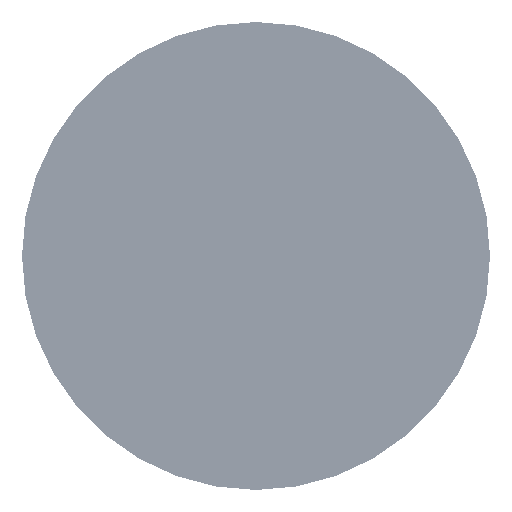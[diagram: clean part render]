
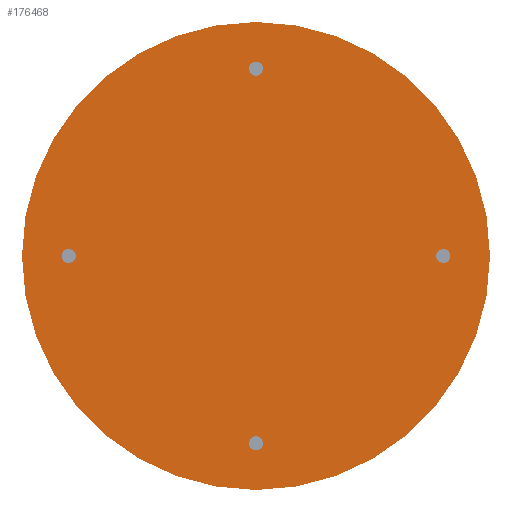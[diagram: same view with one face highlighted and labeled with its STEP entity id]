
A CAD part, front view. The second image highlights one B-rep face of the part: STEP entity #176468.
In plain terms, the highlighted face is planar.
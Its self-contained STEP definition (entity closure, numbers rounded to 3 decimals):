
#2731 = FACE_OUTER_BOUND ( 'NONE', #162870, .T. ) ;
#6668 = AXIS2_PLACEMENT_3D ( 'NONE', #99283, #9610, #107472 ) ;
#7451 = ORIENTED_EDGE ( 'NONE', *, *, #169186, .T. ) ;
#9169 = AXIS2_PLACEMENT_3D ( 'NONE', #174212, #40574, #159608 ) ;
#9610 = DIRECTION ( 'NONE',  ( 0., 0., 1. ) ) ;
#11783 = VERTEX_POINT ( 'NONE', #120619 ) ;
#14019 = CIRCLE ( 'NONE', #123022, 250. ) ;
#16880 = EDGE_CURVE ( 'NONE', #192657, #88313, #19660, .T. ) ;
#17709 = AXIS2_PLACEMENT_3D ( 'NONE', #139131, #171265, #50312 ) ;
#18327 = DIRECTION ( 'NONE',  ( 0., 0., 1. ) ) ;
#18493 = AXIS2_PLACEMENT_3D ( 'NONE', #146876, #150711, #178979 ) ;
#19660 = CIRCLE ( 'NONE', #166159, 7.5 ) ;
#19926 = EDGE_LOOP ( 'NONE', ( #71072, #151747 ) ) ;
#22090 = AXIS2_PLACEMENT_3D ( 'NONE', #121184, #30498, #180704 ) ;
#24580 = DIRECTION ( 'NONE',  ( 1., 0., 0. ) ) ;
#25163 = CIRCLE ( 'NONE', #22090, 7.5 ) ;
#25250 = DIRECTION ( 'NONE',  ( 1., 0., 0. ) ) ;
#30498 = DIRECTION ( 'NONE',  ( 0., 0., 1. ) ) ;
#32912 = DIRECTION ( 'NONE',  ( 0., 0., 1. ) ) ;
#40574 = DIRECTION ( 'NONE',  ( 0., 0., 1. ) ) ;
#40632 = CIRCLE ( 'NONE', #155515, 7.5 ) ;
#43751 = DIRECTION ( 'NONE',  ( 0., 0., 1. ) ) ;
#44449 = EDGE_CURVE ( 'NONE', #183450, #146369, #25163, .T. ) ;
#44668 = CARTESIAN_POINT ( 'NONE',  ( 0., 0., 20. ) ) ;
#44695 = DIRECTION ( 'NONE',  ( 1., 0., 0. ) ) ;
#47459 = AXIS2_PLACEMENT_3D ( 'NONE', #130863, #127980, #24580 ) ;
#47467 = VERTEX_POINT ( 'NONE', #158649 ) ;
#49486 = CARTESIAN_POINT ( 'NONE',  ( 207.5, 0., 20. ) ) ;
#50312 = DIRECTION ( 'NONE',  ( 1., 0., 0. ) ) ;
#52035 = CARTESIAN_POINT ( 'NONE',  ( 250., 0., 20. ) ) ;
#52113 = ORIENTED_EDGE ( 'NONE', *, *, #170975, .T. ) ;
#56884 = CARTESIAN_POINT ( 'NONE',  ( 200., 0., 20. ) ) ;
#58564 = VERTEX_POINT ( 'NONE', #68830 ) ;
#61980 = VERTEX_POINT ( 'NONE', #85948 ) ;
#62058 = EDGE_CURVE ( 'NONE', #61980, #47467, #78612, .T. ) ;
#62149 = PLANE ( 'NONE',  #111715 ) ;
#67730 = CARTESIAN_POINT ( 'NONE',  ( -192.5, 0., 20. ) ) ;
#68830 = CARTESIAN_POINT ( 'NONE',  ( -7.5, -200., 20. ) ) ;
#69584 = DIRECTION ( 'NONE',  ( 1., 0., 0. ) ) ;
#71018 = DIRECTION ( 'NONE',  ( 0., 0., 1. ) ) ;
#71072 = ORIENTED_EDGE ( 'NONE', *, *, #16880, .F. ) ;
#74889 = FACE_BOUND ( 'NONE', #156850, .T. ) ;
#77779 = CARTESIAN_POINT ( 'NONE',  ( 0., 0., 20. ) ) ;
#78612 = CIRCLE ( 'NONE', #47459, 7.5 ) ;
#82683 = VERTEX_POINT ( 'NONE', #52035 ) ;
#85948 = CARTESIAN_POINT ( 'NONE',  ( 7.5, 200., 20. ) ) ;
#88313 = VERTEX_POINT ( 'NONE', #159781 ) ;
#92463 = EDGE_CURVE ( 'NONE', #11783, #58564, #171077, .T. ) ;
#93250 = CIRCLE ( 'NONE', #9169, 7.5 ) ;
#99283 = CARTESIAN_POINT ( 'NONE',  ( 200., 0., 20. ) ) ;
#101777 = CIRCLE ( 'NONE', #17709, 7.5 ) ;
#103237 = FACE_BOUND ( 'NONE', #178313, .T. ) ;
#107472 = DIRECTION ( 'NONE',  ( 1., 0., 0. ) ) ;
#111715 = AXIS2_PLACEMENT_3D ( 'NONE', #44668, #32912, #151948 ) ;
#112534 = ORIENTED_EDGE ( 'NONE', *, *, #92463, .F. ) ;
#118877 = DIRECTION ( 'NONE',  ( 1., 0., 0. ) ) ;
#120064 = CARTESIAN_POINT ( 'NONE',  ( -207.5, 0., 20. ) ) ;
#120619 = CARTESIAN_POINT ( 'NONE',  ( 7.5, -200., 20. ) ) ;
#121184 = CARTESIAN_POINT ( 'NONE',  ( -200., 0., 20. ) ) ;
#122020 = ORIENTED_EDGE ( 'NONE', *, *, #62058, .F. ) ;
#123022 = AXIS2_PLACEMENT_3D ( 'NONE', #158878, #71018, #25250 ) ;
#127298 = EDGE_CURVE ( 'NONE', #58564, #11783, #93250, .T. ) ;
#127980 = DIRECTION ( 'NONE',  ( 0., 0., 1. ) ) ;
#130863 = CARTESIAN_POINT ( 'NONE',  ( 0., 200., 20. ) ) ;
#134439 = FACE_BOUND ( 'NONE', #191522, .T. ) ;
#135931 = CIRCLE ( 'NONE', #142216, 250. ) ;
#137572 = CIRCLE ( 'NONE', #6668, 7.5 ) ;
#139131 = CARTESIAN_POINT ( 'NONE',  ( 0., 200., 20. ) ) ;
#142216 = AXIS2_PLACEMENT_3D ( 'NONE', #77779, #18327, #44695 ) ;
#146369 = VERTEX_POINT ( 'NONE', #67730 ) ;
#146876 = CARTESIAN_POINT ( 'NONE',  ( 0., -200., 20. ) ) ;
#150711 = DIRECTION ( 'NONE',  ( 0., 0., 1. ) ) ;
#150944 = EDGE_CURVE ( 'NONE', #88313, #192657, #137572, .T. ) ;
#151747 = ORIENTED_EDGE ( 'NONE', *, *, #150944, .F. ) ;
#151948 = DIRECTION ( 'NONE',  ( 1., 0., 0. ) ) ;
#152058 = ORIENTED_EDGE ( 'NONE', *, *, #155957, .F. ) ;
#155515 = AXIS2_PLACEMENT_3D ( 'NONE', #193004, #43751, #118877 ) ;
#155957 = EDGE_CURVE ( 'NONE', #47467, #61980, #101777, .T. ) ;
#156850 = EDGE_LOOP ( 'NONE', ( #112534, #164881 ) ) ;
#158649 = CARTESIAN_POINT ( 'NONE',  ( -7.5, 200., 20. ) ) ;
#158878 = CARTESIAN_POINT ( 'NONE',  ( 0., 0., 20. ) ) ;
#159050 = VERTEX_POINT ( 'NONE', #175487 ) ;
#159608 = DIRECTION ( 'NONE',  ( 1., 0., 0. ) ) ;
#159781 = CARTESIAN_POINT ( 'NONE',  ( 192.5, 0., 20. ) ) ;
#161866 = ORIENTED_EDGE ( 'NONE', *, *, #192507, .F. ) ;
#162870 = EDGE_LOOP ( 'NONE', ( #52113, #7451 ) ) ;
#164881 = ORIENTED_EDGE ( 'NONE', *, *, #127298, .F. ) ;
#166159 = AXIS2_PLACEMENT_3D ( 'NONE', #56884, #190538, #69584 ) ;
#169186 = EDGE_CURVE ( 'NONE', #82683, #159050, #135931, .T. ) ;
#170975 = EDGE_CURVE ( 'NONE', #159050, #82683, #14019, .T. ) ;
#171077 = CIRCLE ( 'NONE', #18493, 7.5 ) ;
#171265 = DIRECTION ( 'NONE',  ( 0., 0., 1. ) ) ;
#174212 = CARTESIAN_POINT ( 'NONE',  ( 0., -200., 20. ) ) ;
#175487 = CARTESIAN_POINT ( 'NONE',  ( -250., 0., 20. ) ) ;
#176468 = ADVANCED_FACE ( 'NONE', ( #103237, #192950, #74889, #134439, #2731 ), #62149, .T. ) ;
#178313 = EDGE_LOOP ( 'NONE', ( #122020, #152058 ) ) ;
#178979 = DIRECTION ( 'NONE',  ( 1., 0., 0. ) ) ;
#180704 = DIRECTION ( 'NONE',  ( 1., 0., 0. ) ) ;
#183450 = VERTEX_POINT ( 'NONE', #120064 ) ;
#185987 = ORIENTED_EDGE ( 'NONE', *, *, #44449, .F. ) ;
#190538 = DIRECTION ( 'NONE',  ( 0., 0., 1. ) ) ;
#191522 = EDGE_LOOP ( 'NONE', ( #161866, #185987 ) ) ;
#192507 = EDGE_CURVE ( 'NONE', #146369, #183450, #40632, .T. ) ;
#192657 = VERTEX_POINT ( 'NONE', #49486 ) ;
#192950 = FACE_BOUND ( 'NONE', #19926, .T. ) ;
#193004 = CARTESIAN_POINT ( 'NONE',  ( -200., 0., 20. ) ) ;
